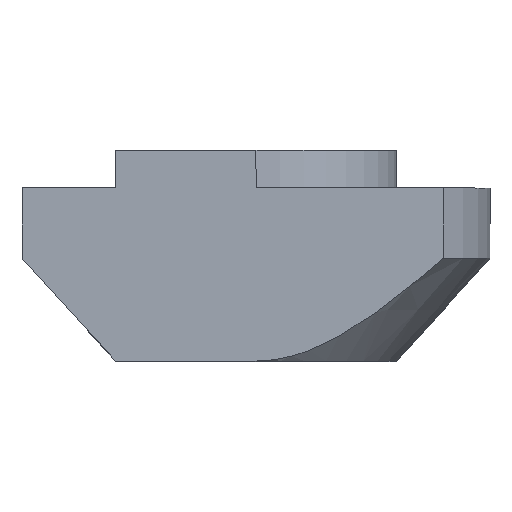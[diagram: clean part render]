
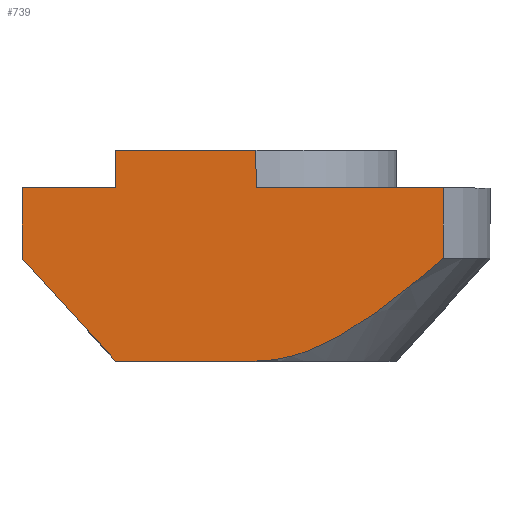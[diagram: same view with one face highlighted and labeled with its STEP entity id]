
A CAD part, top view. The second image highlights one B-rep face of the part: STEP entity #739.
In plain terms, the highlighted planar face has unit normal (0, 0, 1).
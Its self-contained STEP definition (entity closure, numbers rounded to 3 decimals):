
#39 = VECTOR ( 'NONE', #248, 1000. ) ;
#49 = VERTEX_POINT ( 'NONE', #540 ) ;
#54 = ORIENTED_EDGE ( 'NONE', *, *, #278, .T. ) ;
#56 = CARTESIAN_POINT ( 'NONE',  ( 2.492, -3.52, 3. ) ) ;
#57 = VERTEX_POINT ( 'NONE', #159 ) ;
#64 = FACE_OUTER_BOUND ( 'NONE', #129, .T. ) ;
#70 = DIRECTION ( 'NONE',  ( 0., -1., 0. ) ) ;
#78 = DIRECTION ( 'NONE',  ( 0., -1., 0. ) ) ;
#81 = CARTESIAN_POINT ( 'NONE',  ( 0., -0.8, 3. ) ) ;
#89 = CARTESIAN_POINT ( 'NONE',  ( 0., -5.043, 3. ) ) ;
#93 = DIRECTION ( 'NONE',  ( -0.673, 0.74, 0. ) ) ;
#103 = ORIENTED_EDGE ( 'NONE', *, *, #486, .T. ) ;
#115 = DIRECTION ( 'NONE',  ( 0., 0., -1. ) ) ;
#119 = ORIENTED_EDGE ( 'NONE', *, *, #315, .T. ) ;
#126 = CARTESIAN_POINT ( 'NONE',  ( 0., -4.5, 3. ) ) ;
#129 = EDGE_LOOP ( 'NONE', ( #664, #581, #208, #564, #54, #477, #119, #393, #103, #667 ) ) ;
#138 = EDGE_CURVE ( 'NONE', #49, #329, #652, .T. ) ;
#154 = EDGE_CURVE ( 'NONE', #690, #244, #413, .T. ) ;
#155 = CARTESIAN_POINT ( 'NONE',  ( -3., -4.5, 3. ) ) ;
#159 = CARTESIAN_POINT ( 'NONE',  ( -5., -0.8, 3. ) ) ;
#162 = CARTESIAN_POINT ( 'NONE',  ( 0., -4.5, 3. ) ) ;
#191 = CARTESIAN_POINT ( 'NONE',  ( 0., 0., 3. ) ) ;
#196 = LINE ( 'NONE', #89, #242 ) ;
#197 = CARTESIAN_POINT ( 'NONE',  ( -5., -0.8, 3. ) ) ;
#201 = VECTOR ( 'NONE', #799, 1000. ) ;
#208 = ORIENTED_EDGE ( 'NONE', *, *, #691, .F. ) ;
#219 = CARTESIAN_POINT ( 'NONE',  ( -3., 0., 3. ) ) ;
#222 = CARTESIAN_POINT ( 'NONE',  ( 4., -2.3, 3. ) ) ;
#231 = VECTOR ( 'NONE', #70, 1000. ) ;
#232 = DIRECTION ( 'NONE',  ( -1., 0., 0. ) ) ;
#238 = CARTESIAN_POINT ( 'NONE',  ( 0., 0., 3. ) ) ;
#239 = CARTESIAN_POINT ( 'NONE',  ( 0.195, -4.5, 3. ) ) ;
#242 = VECTOR ( 'NONE', #593, 1000. ) ;
#244 = VERTEX_POINT ( 'NONE', #745 ) ;
#248 = DIRECTION ( 'NONE',  ( 1., 0., 0. ) ) ;
#278 = EDGE_CURVE ( 'NONE', #496, #342, #753, .T. ) ;
#288 = EDGE_CURVE ( 'NONE', #469, #496, #670, .T. ) ;
#291 = VERTEX_POINT ( 'NONE', #238 ) ;
#292 = LINE ( 'NONE', #790, #417 ) ;
#298 = VECTOR ( 'NONE', #423, 1000. ) ;
#315 = EDGE_CURVE ( 'NONE', #291, #49, #554, .T. ) ;
#328 = CARTESIAN_POINT ( 'NONE',  ( -3., -0.8, 3. ) ) ;
#329 = VERTEX_POINT ( 'NONE', #328 ) ;
#342 = VERTEX_POINT ( 'NONE', #81 ) ;
#349 = EDGE_CURVE ( 'NONE', #342, #291, #196, .T. ) ;
#388 = DIRECTION ( 'NONE',  ( -1., 0., 0. ) ) ;
#393 = ORIENTED_EDGE ( 'NONE', *, *, #138, .T. ) ;
#413 = LINE ( 'NONE', #155, #567 ) ;
#417 = VECTOR ( 'NONE', #232, 1000. ) ;
#423 = DIRECTION ( 'NONE',  ( -1., 0., 0. ) ) ;
#434 = B_SPLINE_CURVE_WITH_KNOTS ( 'NONE', 3,
 ( #439, #806, #801, #575, #56, #689, #758, #509, #558, #435, #239, #126 ),
 .UNSPECIFIED., .F., .F.,
 ( 4, 2, 2, 2, 2, 4 ),
 ( 0.006, 0.008, 0.009, 0.01, 0.01, 0.011 ),
 .UNSPECIFIED. ) ;
#435 = CARTESIAN_POINT ( 'NONE',  ( 0.387, -4.479, 3. ) ) ;
#439 = CARTESIAN_POINT ( 'NONE',  ( 4., -2.3, 3. ) ) ;
#461 = LINE ( 'NONE', #197, #231 ) ;
#469 = VERTEX_POINT ( 'NONE', #222 ) ;
#477 = ORIENTED_EDGE ( 'NONE', *, *, #349, .T. ) ;
#486 = EDGE_CURVE ( 'NONE', #329, #57, #292, .T. ) ;
#496 = VERTEX_POINT ( 'NONE', #780 ) ;
#501 = CARTESIAN_POINT ( 'NONE',  ( -3., -4.5, 3. ) ) ;
#509 = CARTESIAN_POINT ( 'NONE',  ( 0.955, -4.342, 3. ) ) ;
#514 = LINE ( 'NONE', #696, #39 ) ;
#536 = AXIS2_PLACEMENT_3D ( 'NONE', #191, #115, #635 ) ;
#540 = CARTESIAN_POINT ( 'NONE',  ( -3., 0., 3. ) ) ;
#554 = LINE ( 'NONE', #633, #660 ) ;
#557 = CARTESIAN_POINT ( 'NONE',  ( 3., -0.8, 3. ) ) ;
#558 = CARTESIAN_POINT ( 'NONE',  ( 0.766, -4.4, 3. ) ) ;
#564 = ORIENTED_EDGE ( 'NONE', *, *, #288, .T. ) ;
#567 = VECTOR ( 'NONE', #93, 1000. ) ;
#575 = CARTESIAN_POINT ( 'NONE',  ( 2.804, -3.289, 3. ) ) ;
#581 = ORIENTED_EDGE ( 'NONE', *, *, #630, .T. ) ;
#593 = DIRECTION ( 'NONE',  ( 0., 1., 0. ) ) ;
#608 = VECTOR ( 'NONE', #78, 1000. ) ;
#615 = VERTEX_POINT ( 'NONE', #162 ) ;
#630 = EDGE_CURVE ( 'NONE', #690, #615, #514, .T. ) ;
#633 = CARTESIAN_POINT ( 'NONE',  ( 3., 0., 3. ) ) ;
#635 = DIRECTION ( 'NONE',  ( -1., 0., 0. ) ) ;
#652 = LINE ( 'NONE', #219, #608 ) ;
#660 = VECTOR ( 'NONE', #388, 1000. ) ;
#664 = ORIENTED_EDGE ( 'NONE', *, *, #154, .F. ) ;
#667 = ORIENTED_EDGE ( 'NONE', *, *, #810, .T. ) ;
#670 = LINE ( 'NONE', #680, #201 ) ;
#680 = CARTESIAN_POINT ( 'NONE',  ( 4., -4.5, 3. ) ) ;
#689 = CARTESIAN_POINT ( 'NONE',  ( 1.838, -3.941, 3. ) ) ;
#690 = VERTEX_POINT ( 'NONE', #501 ) ;
#691 = EDGE_CURVE ( 'NONE', #469, #615, #434, .T. ) ;
#696 = CARTESIAN_POINT ( 'NONE',  ( -5., -4.5, 3. ) ) ;
#739 = ADVANCED_FACE ( 'NONE', ( #64 ), #754, .F. ) ;
#745 = CARTESIAN_POINT ( 'NONE',  ( -5., -2.3, 3. ) ) ;
#753 = LINE ( 'NONE', #557, #298 ) ;
#754 = PLANE ( 'NONE',  #536 ) ;
#758 = CARTESIAN_POINT ( 'NONE',  ( 1.497, -4.131, 3. ) ) ;
#780 = CARTESIAN_POINT ( 'NONE',  ( 4., -0.8, 3. ) ) ;
#790 = CARTESIAN_POINT ( 'NONE',  ( -3., -0.8, 3. ) ) ;
#799 = DIRECTION ( 'NONE',  ( 0., 1., 0. ) ) ;
#801 = CARTESIAN_POINT ( 'NONE',  ( 3.412, -2.808, 3. ) ) ;
#806 = CARTESIAN_POINT ( 'NONE',  ( 3.708, -2.557, 3. ) ) ;
#810 = EDGE_CURVE ( 'NONE', #57, #244, #461, .T. ) ;
